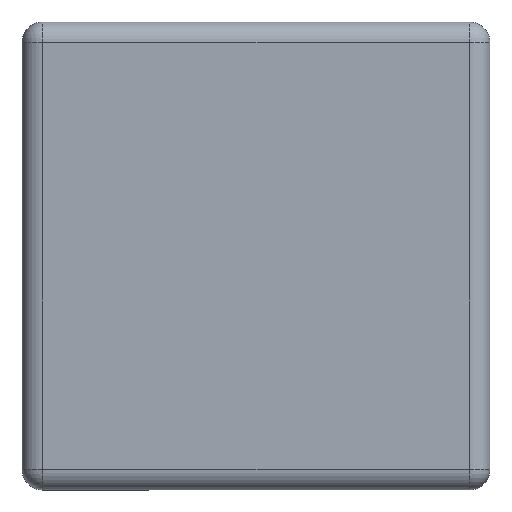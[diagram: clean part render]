
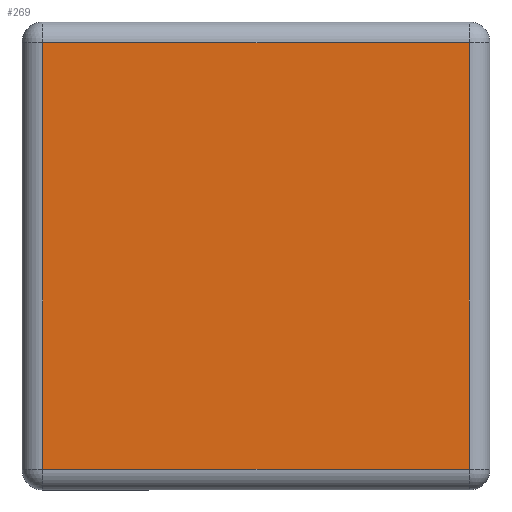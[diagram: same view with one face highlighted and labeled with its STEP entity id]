
A CAD part, top view. The second image highlights one B-rep face of the part: STEP entity #269.
In plain terms, the highlighted planar face has unit normal (0, 0, 1).
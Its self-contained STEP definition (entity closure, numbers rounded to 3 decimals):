
#15 = EDGE_LOOP ( 'NONE', ( #438, #436, #437, #435 ) ) ;
#137 = EDGE_CURVE ( 'NONE', #668, #665, #976, .T. ) ;
#138 = EDGE_CURVE ( 'NONE', #667, #668, #977, .T. ) ;
#139 = EDGE_CURVE ( 'NONE', #665, #666, #978, .T. ) ;
#140 = EDGE_CURVE ( 'NONE', #666, #667, #979, .T. ) ;
#269 = ADVANCED_FACE ( 'NONE', ( #1064 ), #2258, .T. ) ;
#435 = ORIENTED_EDGE ( 'NONE', *, *, #137, .T. ) ;
#436 = ORIENTED_EDGE ( 'NONE', *, *, #140, .T. ) ;
#437 = ORIENTED_EDGE ( 'NONE', *, *, #138, .T. ) ;
#438 = ORIENTED_EDGE ( 'NONE', *, *, #139, .T. ) ;
#665 = VERTEX_POINT ( 'NONE', #2474 ) ;
#666 = VERTEX_POINT ( 'NONE', #2475 ) ;
#667 = VERTEX_POINT ( 'NONE', #2476 ) ;
#668 = VERTEX_POINT ( 'NONE', #2477 ) ;
#976 = LINE ( 'NONE', #1398, #1689 ) ;
#977 = LINE ( 'NONE', #1400, #1687 ) ;
#978 = LINE ( 'NONE', #1402, #1686 ) ;
#979 = LINE ( 'NONE', #1404, #1688 ) ;
#1064 = FACE_OUTER_BOUND ( 'NONE', #15, .T. ) ;
#1398 = CARTESIAN_POINT ( 'NONE',  ( 22.5, -20.5, 2.5 ) ) ;
#1399 = DIRECTION ( 'NONE',  ( 1., 0., 0. ) ) ;
#1400 = CARTESIAN_POINT ( 'NONE',  ( -20.5, -22.5, 2.5 ) ) ;
#1401 = DIRECTION ( 'NONE',  ( 0., -1., 0. ) ) ;
#1402 = CARTESIAN_POINT ( 'NONE',  ( 20.5, 22.5, 2.5 ) ) ;
#1403 = DIRECTION ( 'NONE',  ( 0., 1., 0. ) ) ;
#1404 = CARTESIAN_POINT ( 'NONE',  ( -22.5, 20.5, 2.5 ) ) ;
#1405 = DIRECTION ( 'NONE',  ( -1., 0., 0. ) ) ;
#1686 = VECTOR ( 'NONE', #1403, 1000. ) ;
#1687 = VECTOR ( 'NONE', #1401, 1000. ) ;
#1688 = VECTOR ( 'NONE', #1405, 1000. ) ;
#1689 = VECTOR ( 'NONE', #1399, 1000. ) ;
#1846 = AXIS2_PLACEMENT_3D ( 'NONE', #2259, #2260, #2261 ) ;
#2258 = PLANE ( 'NONE',  #1846 ) ;
#2259 = CARTESIAN_POINT ( 'NONE',  ( -22.5, 22.5, 2.5 ) ) ;
#2260 = DIRECTION ( 'NONE',  ( 0., 0., 1. ) ) ;
#2261 = DIRECTION ( 'NONE',  ( 1., 0., 0. ) ) ;
#2474 = CARTESIAN_POINT ( 'NONE',  ( 20.5, -20.5, 2.5 ) ) ;
#2475 = CARTESIAN_POINT ( 'NONE',  ( 20.5, 20.5, 2.5 ) ) ;
#2476 = CARTESIAN_POINT ( 'NONE',  ( -20.5, 20.5, 2.5 ) ) ;
#2477 = CARTESIAN_POINT ( 'NONE',  ( -20.5, -20.5, 2.5 ) ) ;
